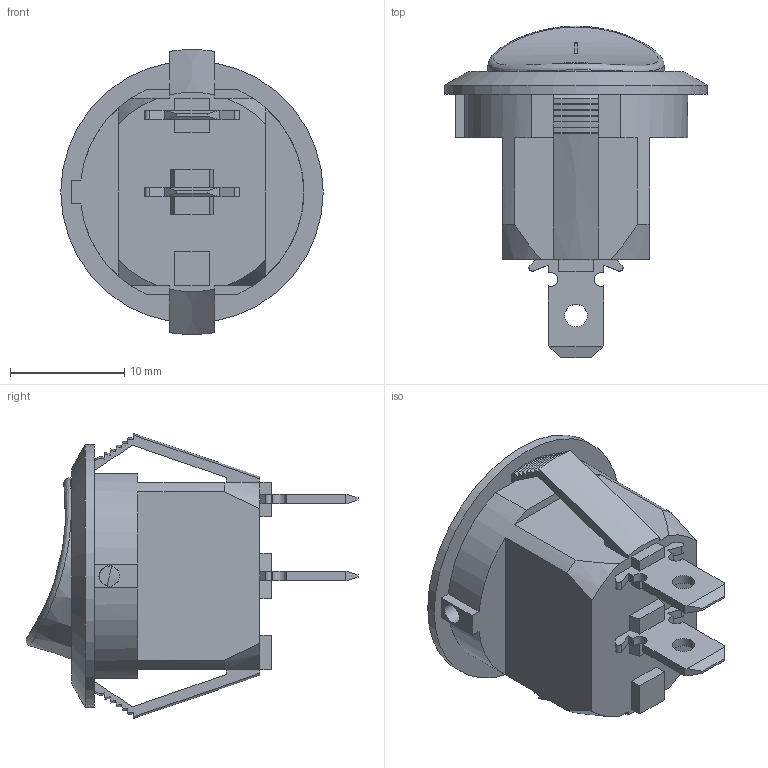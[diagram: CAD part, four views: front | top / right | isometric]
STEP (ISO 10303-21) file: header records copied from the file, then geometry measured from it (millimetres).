
FILE_DESCRIPTION(/* description */ (''),/* implementation_level */ '2;1');
FILE_NAME(/* name */ 'ROCKER_SWITCH.stp',/* time_stamp */ '2024-04-05T06:22:59-04:00',/* author */ ('jvalderrama'),/* organization */ (''),/* preprocessor_version */ 'ST-DEVELOPER v19.2',/* originating_system */ 'Autodesk Inventor 2024',/* authorisation */ '');
FILE_SCHEMA (('AUTOMOTIVE_DESIGN { 1 0 10303 214 3 1 1 }'));
Products named in the file (4): 100-17457-60; 100-17457-60_1; 100-17457-60_2; 100-17457-60_3
Assembly tree (4 placements, depth 2):
  100-17457-60
    100-17457-60_1
    100-17457-60_2
    100-17457-60_3  x2
Bounding box: 23 x 29.1 x 24.95 mm (x, y, z)
Volume: 4166.7 mm3; surface area: 3259.3 mm2
Topology: 4 solids, 4 shells, 151 faces, 424 edges, 287 vertices
Faces by surface type: plane 87, cone 38, cylinder 23, bspline 3
Full cylindrical faces by diameter (mm): 1.8 x2, 2 x2, 17 x1, 23 x1
Entity records: 4571 total; most frequent: CARTESIAN_POINT 1248, ORIENTED_EDGE 710, DIRECTION 619, EDGE_CURVE 355, VERTEX_POINT 241, AXIS2_PLACEMENT_3D 211, LINE 197, VECTOR 197
